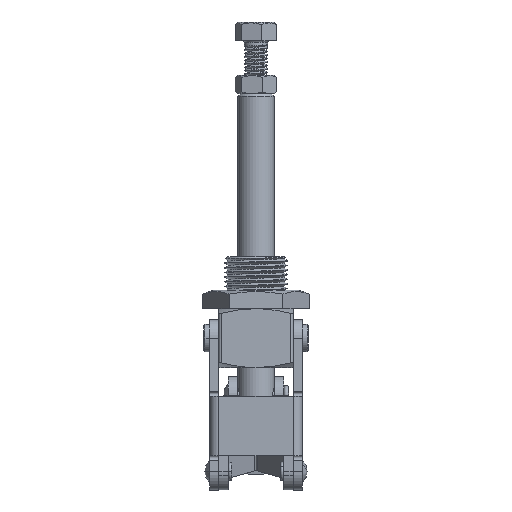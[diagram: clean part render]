
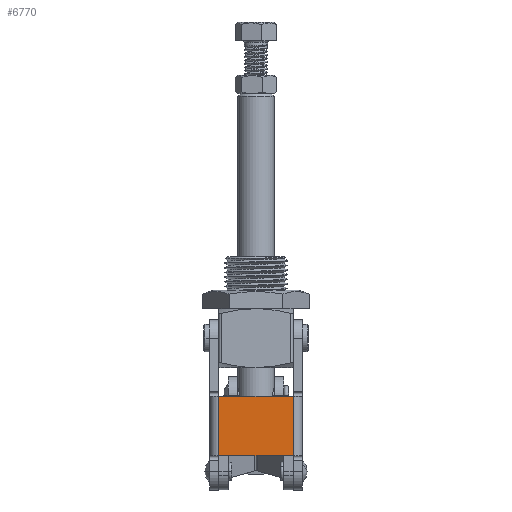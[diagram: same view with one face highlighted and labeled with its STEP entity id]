
A CAD part, left-side view. The second image highlights one B-rep face of the part: STEP entity #6770.
In plain terms, the highlighted face is planar.
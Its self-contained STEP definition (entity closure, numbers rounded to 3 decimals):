
#811 = DIRECTION ( 'NONE',  ( 0., 0., -1. ) ) ;
#942 = EDGE_CURVE ( 'NONE', #12733, #10371, #3566, .T. ) ;
#949 = CARTESIAN_POINT ( 'NONE',  ( 25., 13.2, 40. ) ) ;
#1018 = CARTESIAN_POINT ( 'NONE',  ( 25., 13.2, 4. ) ) ;
#3566 = LINE ( 'NONE', #949, #22242 ) ;
#4048 = AXIS2_PLACEMENT_3D ( 'NONE', #32183, #19659, #811 ) ;
#6108 = ORIENTED_EDGE ( 'NONE', *, *, #33415, .T. ) ;
#6770 = ADVANCED_FACE ( 'NONE', ( #23441 ), #16497, .F. ) ;
#9399 = VERTEX_POINT ( 'NONE', #28286 ) ;
#9852 = EDGE_LOOP ( 'NONE', ( #38421, #35937, #28999, #6108 ) ) ;
#10371 = VERTEX_POINT ( 'NONE', #10904 ) ;
#10904 = CARTESIAN_POINT ( 'NONE',  ( 25., 13.2, 4. ) ) ;
#11663 = VECTOR ( 'NONE', #16641, 1000. ) ;
#12017 = CARTESIAN_POINT ( 'NONE',  ( 25., 13.2, 36. ) ) ;
#12579 = LINE ( 'NONE', #1018, #36600 ) ;
#12644 = LINE ( 'NONE', #25981, #11663 ) ;
#12733 = VERTEX_POINT ( 'NONE', #12017 ) ;
#14226 = EDGE_CURVE ( 'NONE', #29786, #9399, #36756, .T. ) ;
#16003 = EDGE_CURVE ( 'NONE', #12733, #29786, #12644, .T. ) ;
#16497 = PLANE ( 'NONE',  #4048 ) ;
#16641 = DIRECTION ( 'NONE',  ( 1., 0., 0. ) ) ;
#19659 = DIRECTION ( 'NONE',  ( 0., -1., 0. ) ) ;
#19720 = DIRECTION ( 'NONE',  ( -1., 0., 0. ) ) ;
#22242 = VECTOR ( 'NONE', #32686, 1000. ) ;
#23441 = FACE_OUTER_BOUND ( 'NONE', #9852, .T. ) ;
#25981 = CARTESIAN_POINT ( 'NONE',  ( 25., 13.2, 36. ) ) ;
#28286 = CARTESIAN_POINT ( 'NONE',  ( 50.5, 13.2, 4. ) ) ;
#28440 = VECTOR ( 'NONE', #39193, 1000. ) ;
#28999 = ORIENTED_EDGE ( 'NONE', *, *, #14226, .T. ) ;
#29786 = VERTEX_POINT ( 'NONE', #35371 ) ;
#32183 = CARTESIAN_POINT ( 'NONE',  ( 25., 13.2, 40. ) ) ;
#32686 = DIRECTION ( 'NONE',  ( 0., 0., -1. ) ) ;
#33415 = EDGE_CURVE ( 'NONE', #9399, #10371, #12579, .T. ) ;
#35371 = CARTESIAN_POINT ( 'NONE',  ( 50.5, 13.2, 36. ) ) ;
#35937 = ORIENTED_EDGE ( 'NONE', *, *, #16003, .T. ) ;
#36047 = CARTESIAN_POINT ( 'NONE',  ( 50.5, 13.2, 40. ) ) ;
#36600 = VECTOR ( 'NONE', #19720, 1000. ) ;
#36756 = LINE ( 'NONE', #36047, #28440 ) ;
#38421 = ORIENTED_EDGE ( 'NONE', *, *, #942, .F. ) ;
#39193 = DIRECTION ( 'NONE',  ( 0., 0., -1. ) ) ;
